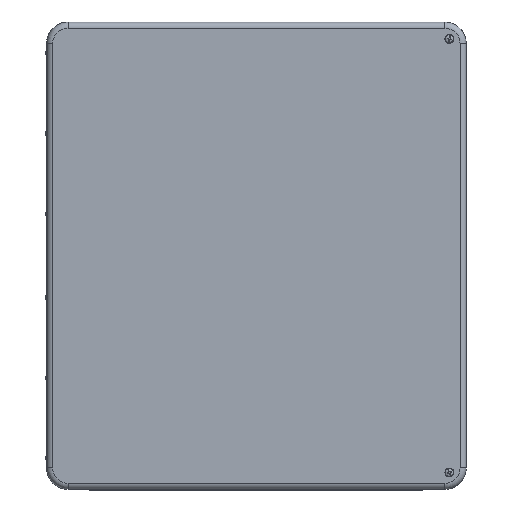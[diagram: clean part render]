
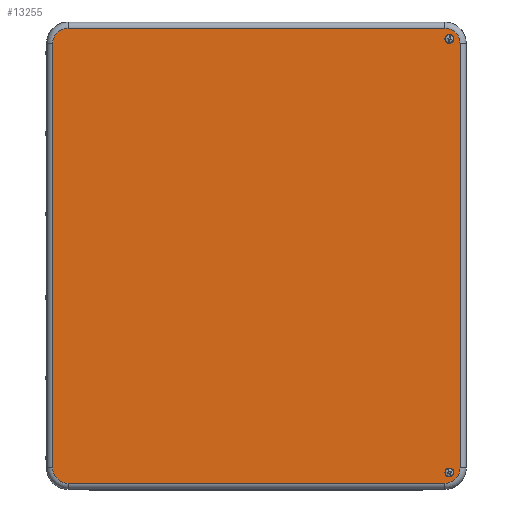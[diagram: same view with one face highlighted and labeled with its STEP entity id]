
A CAD part, top view. The second image highlights one B-rep face of the part: STEP entity #13255.
In plain terms, the highlighted planar face has unit normal (0, 0, 1).
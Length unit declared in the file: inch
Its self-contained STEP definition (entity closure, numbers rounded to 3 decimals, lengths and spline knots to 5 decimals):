
#1153=LINE($,#23928,#2107);
#1155=LINE($,#23948,#2109);
#1158=LINE($,#23955,#2112);
#1160=LINE($,#23970,#2114);
#2107=VECTOR($,#18344,15.798);
#2109=VECTOR($,#18368,17.798);
#2112=VECTOR($,#18375,17.798);
#2114=VECTOR($,#18395,15.798);
#2459=PLANE($,#14680);
#2889=FACE_BOUND($,#5032,.T.);
#2890=FACE_BOUND($,#5033,.T.);
#3917=FACE_OUTER_BOUND($,#5031,.T.);
#5031=EDGE_LOOP($,(#12084,#12085,#12086,#12087,#12088,#12089,#12090,#12091));
#5032=EDGE_LOOP($,(#12092));
#5033=EDGE_LOOP($,(#12093));
#5801=CIRCLE($,#14597,0.117);
#5803=CIRCLE($,#14600,0.117);
#5825=CIRCLE($,#14655,0.64628);
#5829=CIRCLE($,#14660,0.64628);
#5833=CIRCLE($,#14667,0.64628);
#5837=CIRCLE($,#14672,0.64628);
#7021=VERTEX_POINT($,#23819);
#7023=VERTEX_POINT($,#23824);
#7058=VERTEX_POINT($,#23925);
#7059=VERTEX_POINT($,#23927);
#7062=VERTEX_POINT($,#23934);
#7063=VERTEX_POINT($,#23939);
#7066=VERTEX_POINT($,#23946);
#7067=VERTEX_POINT($,#23951);
#7070=VERTEX_POINT($,#23958);
#7071=VERTEX_POINT($,#23963);
#8717=EDGE_CURVE($,#7021,#7021,#5801,.T.);
#8719=EDGE_CURVE($,#7023,#7023,#5803,.T.);
#8766=EDGE_CURVE($,#7058,#7059,#1153,.T.);
#8770=EDGE_CURVE($,#7062,#7058,#5825,.T.);
#8774=EDGE_CURVE($,#7059,#7063,#5829,.T.);
#8776=EDGE_CURVE($,#7066,#7062,#1155,.T.);
#8780=EDGE_CURVE($,#7063,#7067,#1158,.T.);
#8782=EDGE_CURVE($,#7070,#7066,#5833,.T.);
#8786=EDGE_CURVE($,#7067,#7071,#5837,.T.);
#8788=EDGE_CURVE($,#7071,#7070,#1160,.T.);
#12084=ORIENTED_EDGE($,*,*,#8766,.F.);
#12085=ORIENTED_EDGE($,*,*,#8770,.F.);
#12086=ORIENTED_EDGE($,*,*,#8776,.F.);
#12087=ORIENTED_EDGE($,*,*,#8782,.F.);
#12088=ORIENTED_EDGE($,*,*,#8788,.F.);
#12089=ORIENTED_EDGE($,*,*,#8786,.F.);
#12090=ORIENTED_EDGE($,*,*,#8780,.F.);
#12091=ORIENTED_EDGE($,*,*,#8774,.F.);
#12092=ORIENTED_EDGE($,*,*,#8717,.T.);
#12093=ORIENTED_EDGE($,*,*,#8719,.T.);
#13255=ADVANCED_FACE($,(#3917,#2889,#2890),#2459,.T.);
#14597=AXIS2_PLACEMENT_3D($,#23820,#18219,#18220);
#14600=AXIS2_PLACEMENT_3D($,#23825,#18225,#18226);
#14655=AXIS2_PLACEMENT_3D($,#23936,#18352,#18353);
#14660=AXIS2_PLACEMENT_3D($,#23943,#18362,#18363);
#14667=AXIS2_PLACEMENT_3D($,#23960,#18380,#18381);
#14672=AXIS2_PLACEMENT_3D($,#23967,#18390,#18391);
#14680=AXIS2_PLACEMENT_3D($,#23989,#18415,#18416);
#18219=DIRECTION('center_axis',(0.,0.,-1.));
#18220=DIRECTION('ref_axis',(1.,0.,0.));
#18225=DIRECTION('center_axis',(0.,0.,-1.));
#18226=DIRECTION('ref_axis',(1.,0.,0.));
#18344=DIRECTION($,(1.,0.,0.));
#18352=DIRECTION('center_axis',(0.,0.,-1.));
#18353=DIRECTION('ref_axis',(-0.707,0.707,0.));
#18362=DIRECTION('center_axis',(0.,0.,-1.));
#18363=DIRECTION('ref_axis',(0.707,0.707,0.));
#18368=DIRECTION($,(0.,1.,0.));
#18375=DIRECTION($,(0.,-1.,0.));
#18380=DIRECTION('center_axis',(0.,0.,-1.));
#18381=DIRECTION('ref_axis',(-0.707,-0.707,0.));
#18390=DIRECTION('center_axis',(0.,0.,-1.));
#18391=DIRECTION('ref_axis',(0.707,-0.707,0.));
#18395=DIRECTION($,(-1.,0.,0.));
#18415=DIRECTION('center_axis',(0.,0.,1.));
#18416=DIRECTION('ref_axis',(1.,0.,0.));
#23819=CARTESIAN_POINT('',(8.21075,-9.09375,0.81));
#23820=CARTESIAN_POINT('Origin',(8.09375,-9.09375,0.81));
#23824=CARTESIAN_POINT('',(8.21075,9.09375,0.81));
#23825=CARTESIAN_POINT('Origin',(8.09375,9.09375,0.81));
#23925=CARTESIAN_POINT('',(-7.899,9.54528,0.81));
#23927=CARTESIAN_POINT('',(7.899,9.54528,0.81));
#23928=CARTESIAN_POINT($,(-7.899,9.54528,0.81));
#23934=CARTESIAN_POINT('',(-8.54528,8.899,0.81));
#23936=CARTESIAN_POINT('Origin',(-7.899,8.899,0.81));
#23939=CARTESIAN_POINT('',(8.54528,8.899,0.81));
#23943=CARTESIAN_POINT('Origin',(7.899,8.899,0.81));
#23946=CARTESIAN_POINT('',(-8.54528,-8.899,0.81));
#23948=CARTESIAN_POINT($,(-8.54528,-8.899,0.81));
#23951=CARTESIAN_POINT('',(8.54528,-8.899,0.81));
#23955=CARTESIAN_POINT($,(8.54528,8.899,0.81));
#23958=CARTESIAN_POINT('',(-7.899,-9.54528,0.81));
#23960=CARTESIAN_POINT('Origin',(-7.899,-8.899,0.81));
#23963=CARTESIAN_POINT('',(7.899,-9.54528,0.81));
#23967=CARTESIAN_POINT('Origin',(7.899,-8.899,0.81));
#23970=CARTESIAN_POINT($,(7.899,-9.54528,0.81));
#23989=CARTESIAN_POINT('Origin',(0.,0.,0.81));
